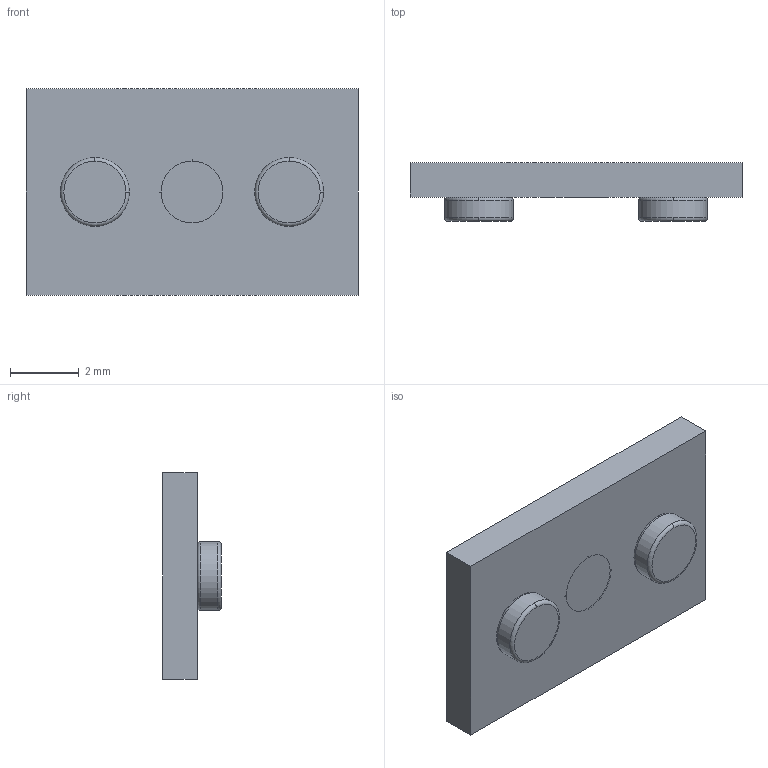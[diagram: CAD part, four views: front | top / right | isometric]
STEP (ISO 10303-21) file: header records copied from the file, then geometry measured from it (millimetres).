
FILE_DESCRIPTION(('TFLEX Exchange Step'),'2;1');
FILE_NAME(' башня 5.stp', '2022-04-03T22:06:15+03:00',('ilya'),('Unknown organisation'),'TFLEX Exchange 2022.0','T-FLEX CAD','Unknown authorisation');
FILE_SCHEMA( ('AUTOMOTIVE_DESIGN { 1 0 10303 214 1 1 1 1 }') );
Length unit declared in the file: millimetre
Products named in the file (2): норм заклепка; декор башня 5
Assembly tree (2 placements, depth 2):
  декор башня 5
    норм заклепка  x2
Bounding box: 9.64 x 1.7 x 6 mm (x, y, z)
Volume: 64.4 mm3; surface area: 177.4 mm2
Topology: 4 solids, 4 shells, 30 faces, 60 edges, 38 vertices
Faces by surface type: plane 12, torus 12, cylinder 6
Entity records: 429 total; most frequent: DIRECTION 76, CARTESIAN_POINT 63, ORIENTED_EDGE 56, AXIS2_PLACEMENT_3D 31, EDGE_CURVE 28, VERTEX_POINT 18, VECTOR 14, LINE 14
